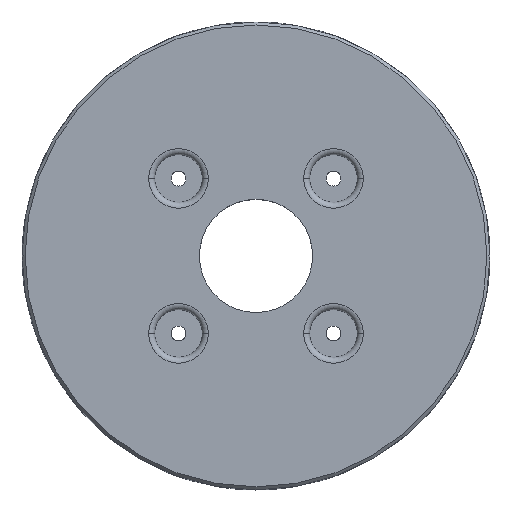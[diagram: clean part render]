
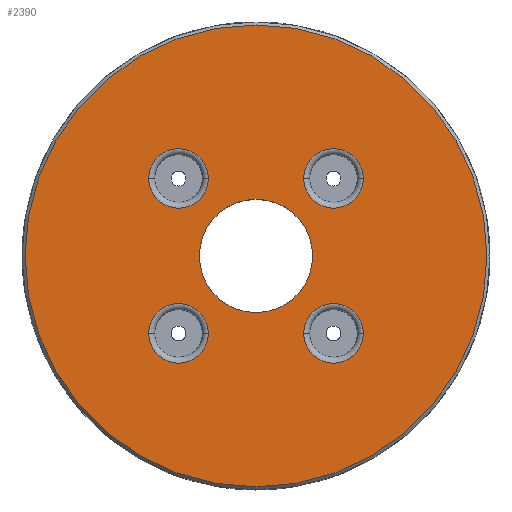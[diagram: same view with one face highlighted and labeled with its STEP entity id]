
A CAD part, top view. The second image highlights one B-rep face of the part: STEP entity #2390.
In plain terms, the highlighted planar face has unit normal (0, 0, 1).
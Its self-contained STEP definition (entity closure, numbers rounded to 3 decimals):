
#29 = DIRECTION ( 'NONE',  ( 1., 0., 0. ) ) ;
#103 = EDGE_CURVE ( 'NONE', #1636, #2264, #3411, .T. ) ;
#121 = CARTESIAN_POINT ( 'NONE',  ( 26., -26., 29. ) ) ;
#143 = EDGE_LOOP ( 'NONE', ( #158, #1284 ) ) ;
#158 = ORIENTED_EDGE ( 'NONE', *, *, #103, .T. ) ;
#229 = CARTESIAN_POINT ( 'NONE',  ( -36., 26., 29. ) ) ;
#253 = CIRCLE ( 'NONE', #1160, 10. ) ;
#273 = EDGE_CURVE ( 'NONE', #735, #322, #1576, .T. ) ;
#275 = EDGE_CURVE ( 'NONE', #2264, #1636, #843, .T. ) ;
#295 = ORIENTED_EDGE ( 'NONE', *, *, #547, .T. ) ;
#299 = DIRECTION ( 'NONE',  ( 1., 0., 0. ) ) ;
#322 = VERTEX_POINT ( 'NONE', #1068 ) ;
#364 = DIRECTION ( 'NONE',  ( 1., 0., 0. ) ) ;
#369 = CIRCLE ( 'NONE', #3075, 10. ) ;
#385 = DIRECTION ( 'NONE',  ( 1., 0., 0. ) ) ;
#464 = EDGE_LOOP ( 'NONE', ( #1958, #1022 ) ) ;
#471 = ORIENTED_EDGE ( 'NONE', *, *, #2490, .T. ) ;
#472 = CIRCLE ( 'NONE', #1016, 10. ) ;
#493 = DIRECTION ( 'NONE',  ( 0., 0., -1. ) ) ;
#496 = AXIS2_PLACEMENT_3D ( 'NONE', #3112, #2822, #1154 ) ;
#525 = DIRECTION ( 'NONE',  ( 0., 0., -1. ) ) ;
#530 = DIRECTION ( 'NONE',  ( 1., 0., 0. ) ) ;
#535 = EDGE_LOOP ( 'NONE', ( #471, #1991 ) ) ;
#547 = EDGE_CURVE ( 'NONE', #872, #1445, #3135, .T. ) ;
#662 = FACE_BOUND ( 'NONE', #464, .T. ) ;
#674 = EDGE_CURVE ( 'NONE', #1047, #1873, #253, .T. ) ;
#696 = AXIS2_PLACEMENT_3D ( 'NONE', #2331, #1495, #385 ) ;
#735 = VERTEX_POINT ( 'NONE', #3508 ) ;
#737 = AXIS2_PLACEMENT_3D ( 'NONE', #1729, #1785, #364 ) ;
#794 = DIRECTION ( 'NONE',  ( 0., 0., 1. ) ) ;
#843 = CIRCLE ( 'NONE', #1354, 10. ) ;
#872 = VERTEX_POINT ( 'NONE', #1712 ) ;
#916 = VERTEX_POINT ( 'NONE', #2810 ) ;
#977 = AXIS2_PLACEMENT_3D ( 'NONE', #2450, #2809, #1033 ) ;
#992 = VERTEX_POINT ( 'NONE', #2230 ) ;
#1016 = AXIS2_PLACEMENT_3D ( 'NONE', #3051, #1080, #29 ) ;
#1022 = ORIENTED_EDGE ( 'NONE', *, *, #3489, .F. ) ;
#1033 = DIRECTION ( 'NONE',  ( 1., 0., 0. ) ) ;
#1047 = VERTEX_POINT ( 'NONE', #3190 ) ;
#1050 = DIRECTION ( 'NONE',  ( 1., 0., 0. ) ) ;
#1068 = CARTESIAN_POINT ( 'NONE',  ( 77.5, 0., 29. ) ) ;
#1080 = DIRECTION ( 'NONE',  ( 0., 0., -1. ) ) ;
#1098 = AXIS2_PLACEMENT_3D ( 'NONE', #1627, #525, #299 ) ;
#1116 = EDGE_CURVE ( 'NONE', #992, #1558, #3487, .T. ) ;
#1154 = DIRECTION ( 'NONE',  ( 1., 0., 0. ) ) ;
#1160 = AXIS2_PLACEMENT_3D ( 'NONE', #121, #1808, #3220 ) ;
#1284 = ORIENTED_EDGE ( 'NONE', *, *, #275, .T. ) ;
#1329 = DIRECTION ( 'NONE',  ( 1., 0., 0. ) ) ;
#1354 = AXIS2_PLACEMENT_3D ( 'NONE', #2411, #3087, #530 ) ;
#1373 = EDGE_CURVE ( 'NONE', #1873, #1047, #1733, .T. ) ;
#1395 = ORIENTED_EDGE ( 'NONE', *, *, #2560, .T. ) ;
#1445 = VERTEX_POINT ( 'NONE', #229 ) ;
#1495 = DIRECTION ( 'NONE',  ( 0., 0., 1. ) ) ;
#1558 = VERTEX_POINT ( 'NONE', #1924 ) ;
#1570 = CARTESIAN_POINT ( 'NONE',  ( 16., 26., 29. ) ) ;
#1576 = CIRCLE ( 'NONE', #977, 77.5 ) ;
#1617 = CARTESIAN_POINT ( 'NONE',  ( 26., 26., 29. ) ) ;
#1627 = CARTESIAN_POINT ( 'NONE',  ( -26., 26., 29. ) ) ;
#1636 = VERTEX_POINT ( 'NONE', #3227 ) ;
#1712 = CARTESIAN_POINT ( 'NONE',  ( -16., 26., 29. ) ) ;
#1729 = CARTESIAN_POINT ( 'NONE',  ( 0., 0., 29. ) ) ;
#1733 = CIRCLE ( 'NONE', #2456, 10. ) ;
#1744 = CIRCLE ( 'NONE', #1774, 10. ) ;
#1774 = AXIS2_PLACEMENT_3D ( 'NONE', #3290, #2428, #1050 ) ;
#1785 = DIRECTION ( 'NONE',  ( 0., 0., 1. ) ) ;
#1808 = DIRECTION ( 'NONE',  ( 0., 0., -1. ) ) ;
#1811 = CARTESIAN_POINT ( 'NONE',  ( -36., -26., 29. ) ) ;
#1823 = FACE_BOUND ( 'NONE', #2364, .T. ) ;
#1873 = VERTEX_POINT ( 'NONE', #2010 ) ;
#1876 = DIRECTION ( 'NONE',  ( 1., 0., 0. ) ) ;
#1889 = ORIENTED_EDGE ( 'NONE', *, *, #1373, .T. ) ;
#1922 = AXIS2_PLACEMENT_3D ( 'NONE', #1617, #2521, #1329 ) ;
#1924 = CARTESIAN_POINT ( 'NONE',  ( -19., 0., 29. ) ) ;
#1958 = ORIENTED_EDGE ( 'NONE', *, *, #1116, .F. ) ;
#1991 = ORIENTED_EDGE ( 'NONE', *, *, #3368, .T. ) ;
#2010 = CARTESIAN_POINT ( 'NONE',  ( 36., -26., 29. ) ) ;
#2069 = DIRECTION ( 'NONE',  ( 0., 0., -1. ) ) ;
#2077 = CARTESIAN_POINT ( 'NONE',  ( -26., -26., 29. ) ) ;
#2117 = FACE_BOUND ( 'NONE', #2703, .T. ) ;
#2230 = CARTESIAN_POINT ( 'NONE',  ( 19., 0., 29. ) ) ;
#2264 = VERTEX_POINT ( 'NONE', #1570 ) ;
#2331 = CARTESIAN_POINT ( 'NONE',  ( 0., 0., 29. ) ) ;
#2336 = ORIENTED_EDGE ( 'NONE', *, *, #273, .T. ) ;
#2364 = EDGE_LOOP ( 'NONE', ( #295, #1395 ) ) ;
#2390 = ADVANCED_FACE ( 'NONE', ( #1823, #3043, #3307, #2117, #2459, #662 ), #3127, .T. ) ;
#2411 = CARTESIAN_POINT ( 'NONE',  ( 26., 26., 29. ) ) ;
#2428 = DIRECTION ( 'NONE',  ( 0., 0., -1. ) ) ;
#2450 = CARTESIAN_POINT ( 'NONE',  ( 0., 0., 29. ) ) ;
#2456 = AXIS2_PLACEMENT_3D ( 'NONE', #3528, #493, #1876 ) ;
#2459 = FACE_OUTER_BOUND ( 'NONE', #2482, .T. ) ;
#2482 = EDGE_LOOP ( 'NONE', ( #2336, #3225 ) ) ;
#2490 = EDGE_CURVE ( 'NONE', #916, #3262, #369, .T. ) ;
#2521 = DIRECTION ( 'NONE',  ( 0., 0., -1. ) ) ;
#2560 = EDGE_CURVE ( 'NONE', #1445, #872, #1744, .T. ) ;
#2608 = AXIS2_PLACEMENT_3D ( 'NONE', #2725, #794, #3265 ) ;
#2633 = ORIENTED_EDGE ( 'NONE', *, *, #674, .T. ) ;
#2654 = DIRECTION ( 'NONE',  ( 1., 0., 0. ) ) ;
#2703 = EDGE_LOOP ( 'NONE', ( #1889, #2633 ) ) ;
#2725 = CARTESIAN_POINT ( 'NONE',  ( 0., 0., 29. ) ) ;
#2809 = DIRECTION ( 'NONE',  ( 0., 0., 1. ) ) ;
#2810 = CARTESIAN_POINT ( 'NONE',  ( -16., -26., 29. ) ) ;
#2822 = DIRECTION ( 'NONE',  ( 0., 0., 1. ) ) ;
#3015 = EDGE_CURVE ( 'NONE', #322, #735, #3494, .T. ) ;
#3043 = FACE_BOUND ( 'NONE', #535, .T. ) ;
#3051 = CARTESIAN_POINT ( 'NONE',  ( -26., -26., 29. ) ) ;
#3075 = AXIS2_PLACEMENT_3D ( 'NONE', #2077, #2069, #2654 ) ;
#3087 = DIRECTION ( 'NONE',  ( 0., 0., -1. ) ) ;
#3112 = CARTESIAN_POINT ( 'NONE',  ( 0., 0., 29. ) ) ;
#3127 = PLANE ( 'NONE',  #496 ) ;
#3135 = CIRCLE ( 'NONE', #1098, 10. ) ;
#3190 = CARTESIAN_POINT ( 'NONE',  ( 16., -26., 29. ) ) ;
#3220 = DIRECTION ( 'NONE',  ( 1., 0., 0. ) ) ;
#3225 = ORIENTED_EDGE ( 'NONE', *, *, #3015, .T. ) ;
#3227 = CARTESIAN_POINT ( 'NONE',  ( 36., 26., 29. ) ) ;
#3262 = VERTEX_POINT ( 'NONE', #1811 ) ;
#3265 = DIRECTION ( 'NONE',  ( 1., 0., 0. ) ) ;
#3290 = CARTESIAN_POINT ( 'NONE',  ( -26., 26., 29. ) ) ;
#3307 = FACE_BOUND ( 'NONE', #143, .T. ) ;
#3368 = EDGE_CURVE ( 'NONE', #3262, #916, #472, .T. ) ;
#3398 = CIRCLE ( 'NONE', #696, 19. ) ;
#3411 = CIRCLE ( 'NONE', #1922, 10. ) ;
#3487 = CIRCLE ( 'NONE', #2608, 19. ) ;
#3489 = EDGE_CURVE ( 'NONE', #1558, #992, #3398, .T. ) ;
#3494 = CIRCLE ( 'NONE', #737, 77.5 ) ;
#3508 = CARTESIAN_POINT ( 'NONE',  ( -77.5, 0., 29. ) ) ;
#3528 = CARTESIAN_POINT ( 'NONE',  ( 26., -26., 29. ) ) ;
